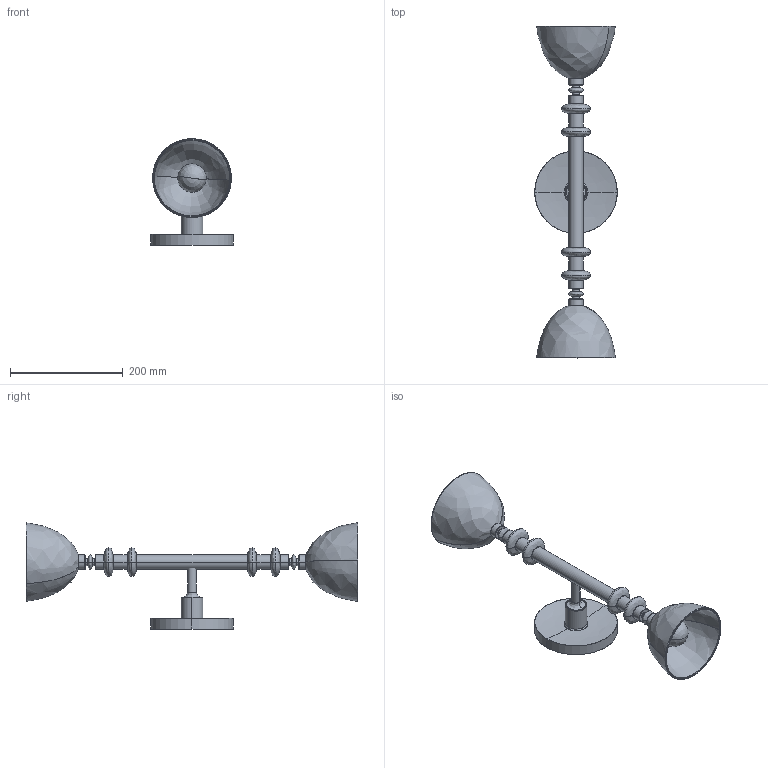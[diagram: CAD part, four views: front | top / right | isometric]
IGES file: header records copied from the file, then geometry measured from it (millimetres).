
Start section: SolidWorks IGES file using analytic representation for surfaces
Global section: file name: DELS2 - Del Playa Double Arm Sconce Assembly.IGS; native system: SolidWorks 2022; preprocessor: SolidWorks 2022; author: Dan Whitsell; date: 221223.111619; units: millimetre
Bounding box: 146.05 x 587.88 x 188.56 mm (x, y, z)
Surface area: 274255 mm2 (no closed solid volume)
Topology: 0 solids, 0 shells, 267 faces, 3854 edges, 3848 vertices
Faces by surface type: revolution 140, bspline 127
